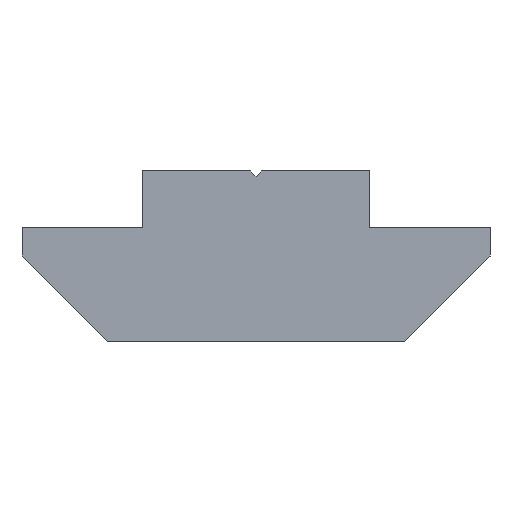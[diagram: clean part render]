
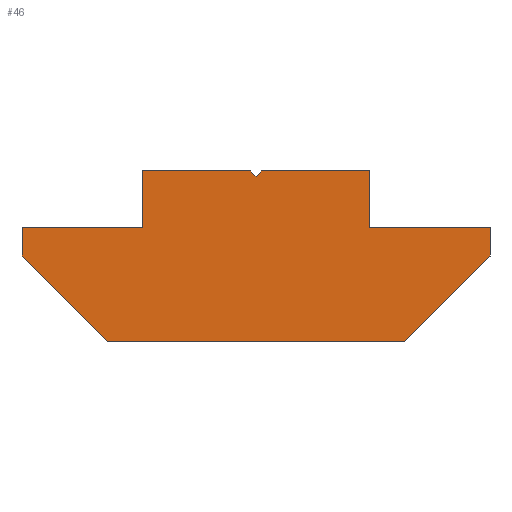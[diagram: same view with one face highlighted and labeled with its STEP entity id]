
A CAD part, left-side view. The second image highlights one B-rep face of the part: STEP entity #46.
In plain terms, the highlighted planar face has unit normal (-1, 0, 0).
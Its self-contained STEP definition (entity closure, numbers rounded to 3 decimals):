
#46=ADVANCED_FACE('',(#106),#107,.F.);
#106=FACE_OUTER_BOUND('',#178,.T.);
#107=PLANE('',#179);
#178=EDGE_LOOP('',(#244,#245,#246,#247,#248,#249,#250,#251,#252,#253,#254,#255,#256));
#179=AXIS2_PLACEMENT_3D('',#257,#258,#259);
#244=ORIENTED_EDGE('',*,*,#441,.F.);
#245=ORIENTED_EDGE('',*,*,#442,.F.);
#246=ORIENTED_EDGE('',*,*,#443,.F.);
#247=ORIENTED_EDGE('',*,*,#444,.F.);
#248=ORIENTED_EDGE('',*,*,#445,.F.);
#249=ORIENTED_EDGE('',*,*,#446,.F.);
#250=ORIENTED_EDGE('',*,*,#447,.F.);
#251=ORIENTED_EDGE('',*,*,#448,.F.);
#252=ORIENTED_EDGE('',*,*,#449,.F.);
#253=ORIENTED_EDGE('',*,*,#450,.F.);
#254=ORIENTED_EDGE('',*,*,#451,.F.);
#255=ORIENTED_EDGE('',*,*,#452,.F.);
#256=ORIENTED_EDGE('',*,*,#453,.F.);
#257=CARTESIAN_POINT('',(-8.,-9.075,-6.3));
#258=DIRECTION('',(1.0,0.,0.0));
#259=DIRECTION('',(0.,0.,1.0));
#441=EDGE_CURVE('',#519,#520,#521,.T.);
#442=EDGE_CURVE('',#522,#519,#523,.T.);
#443=EDGE_CURVE('',#524,#522,#525,.T.);
#444=EDGE_CURVE('',#526,#524,#527,.T.);
#445=EDGE_CURVE('',#528,#526,#529,.T.);
#446=EDGE_CURVE('',#530,#528,#531,.T.);
#447=EDGE_CURVE('',#532,#530,#533,.T.);
#448=EDGE_CURVE('',#534,#532,#535,.T.);
#449=EDGE_CURVE('',#536,#534,#537,.T.);
#450=EDGE_CURVE('',#538,#536,#539,.T.);
#451=EDGE_CURVE('',#540,#538,#541,.T.);
#452=EDGE_CURVE('',#542,#540,#543,.T.);
#453=EDGE_CURVE('',#520,#542,#544,.T.);
#519=VERTEX_POINT('',#633);
#520=VERTEX_POINT('',#634);
#521=LINE('',#635,#636);
#522=VERTEX_POINT('',#637);
#523=LINE('',#638,#639);
#524=VERTEX_POINT('',#640);
#525=LINE('',#641,#642);
#526=VERTEX_POINT('',#643);
#527=LINE('',#644,#645);
#528=VERTEX_POINT('',#646);
#529=LINE('',#647,#648);
#530=VERTEX_POINT('',#649);
#531=LINE('',#650,#651);
#532=VERTEX_POINT('',#652);
#533=LINE('',#653,#654);
#534=VERTEX_POINT('',#655);
#535=LINE('',#656,#657);
#536=VERTEX_POINT('',#658);
#537=LINE('',#659,#660);
#538=VERTEX_POINT('',#661);
#539=LINE('',#662,#663);
#540=VERTEX_POINT('',#664);
#541=LINE('',#665,#666);
#542=VERTEX_POINT('',#667);
#543=LINE('',#668,#669);
#544=LINE('',#670,#671);
#633=CARTESIAN_POINT('',(-8.,-0.2,0.));
#634=CARTESIAN_POINT('',(-8.,-4.,0.));
#635=CARTESIAN_POINT('',(-8.,-0.2,0.));
#636=VECTOR('',#812,3.8);
#637=CARTESIAN_POINT('',(-8.0,0.,-0.2));
#638=CARTESIAN_POINT('',(-8.0,0.,-0.2));
#639=VECTOR('',#813,0.283);
#640=CARTESIAN_POINT('',(-8.,0.2,0.));
#641=CARTESIAN_POINT('',(-8.,0.2,0.));
#642=VECTOR('',#814,0.283);
#643=CARTESIAN_POINT('',(-8.,4.,0.));
#644=CARTESIAN_POINT('',(-8.,4.,0.));
#645=VECTOR('',#815,3.8);
#646=CARTESIAN_POINT('',(-8.,4.,-2.0));
#647=CARTESIAN_POINT('',(-8.,4.,-2.0));
#648=VECTOR('',#816,2.0);
#649=CARTESIAN_POINT('',(-8.,8.25,-2.0));
#650=CARTESIAN_POINT('',(-8.,8.25,-2.0));
#651=VECTOR('',#817,4.25);
#652=CARTESIAN_POINT('',(-8.,8.25,-3.0));
#653=CARTESIAN_POINT('',(-8.,8.25,-3.0));
#654=VECTOR('',#818,1.0);
#655=CARTESIAN_POINT('',(-8.,5.25,-6.0));
#656=CARTESIAN_POINT('',(-8.,5.25,-6.0));
#657=VECTOR('',#819,4.243);
#658=CARTESIAN_POINT('',(-8.,-5.25,-6.0));
#659=CARTESIAN_POINT('',(-8.,-5.25,-6.0));
#660=VECTOR('',#820,10.5);
#661=CARTESIAN_POINT('',(-8.,-8.25,-3.0));
#662=CARTESIAN_POINT('',(-8.,-8.25,-3.0));
#663=VECTOR('',#821,4.243);
#664=CARTESIAN_POINT('',(-8.,-8.25,-2.0));
#665=CARTESIAN_POINT('',(-8.,-8.25,-2.0));
#666=VECTOR('',#822,1.0);
#667=CARTESIAN_POINT('',(-8.,-4.,-2.0));
#668=CARTESIAN_POINT('',(-8.,-4.,-2.0));
#669=VECTOR('',#823,4.25);
#670=CARTESIAN_POINT('',(-8.,-4.,0.));
#671=VECTOR('',#824,2.0);
#812=DIRECTION('',(0.,-1.0,0.));
#813=DIRECTION('',(0.,-0.707,0.707));
#814=DIRECTION('',(0.,-0.707,-0.707));
#815=DIRECTION('',(0.,-1.0,0.));
#816=DIRECTION('',(0.,0.,1.0));
#817=DIRECTION('',(0.,-1.0,0.));
#818=DIRECTION('',(0.,0.,1.0));
#819=DIRECTION('',(0.,0.707,0.707));
#820=DIRECTION('',(0.,1.0,0.));
#821=DIRECTION('',(0.,0.707,-0.707));
#822=DIRECTION('',(0.,0.,-1.0));
#823=DIRECTION('',(0.,-1.0,0.));
#824=DIRECTION('',(0.,0.,-1.0));
